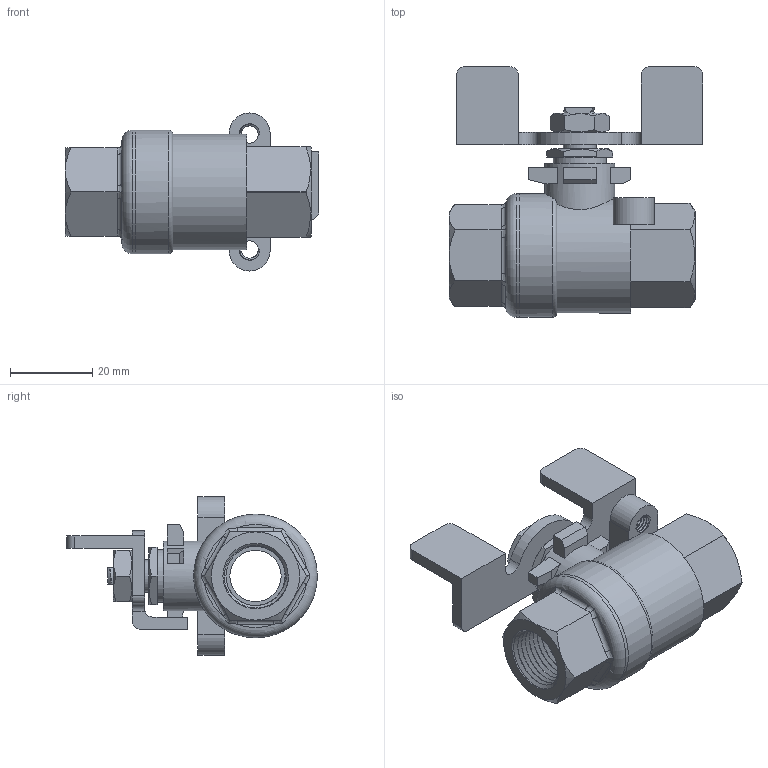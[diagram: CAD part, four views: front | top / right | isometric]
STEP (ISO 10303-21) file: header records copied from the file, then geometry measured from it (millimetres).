
FILE_DESCRIPTION(/* description */ ('Unknown'),/* implementation_level */ '2;1');
FILE_NAME(/* name */ '20201028-V-109PW-P005-TH-1000PSI-NA-DN10',/* time_stamp */ '2020-10-28T11:13:38+08:00',/* author */ ('Unknown'),/* organization */ ('Unknown'),/* preprocessor_version */ 'ST-DEVELOPER v16.7',/* originating_system */ 'DEX',/* authorisation */ $);
FILE_SCHEMA (('AUTOMOTIVE_DESIGN {1 0 10303 214 3 1 1}'));
Length unit declared in the file: millimetre
Products named in the file (1): V-109PW DN10 R1
Bounding box: 61.8 x 61.05 x 38.5 mm (x, y, z)
Volume: 32020.3 mm3; surface area: 17800 mm2
Topology: 6 solids, 7 shells, 234 faces, 791 edges, 576 vertices
Faces by surface type: plane 115, cylinder 59, bspline 45, cone 13, torus 2
Full cylindrical faces by diameter (mm): 8 x1, 8.5 x1, 12.5 x1, 12.9 x1, 17 x1, 30.1 x2
Entity records: 22047 total; most frequent: CARTESIAN_POINT 16104, ORIENTED_EDGE 1526, DIRECTION 896, EDGE_CURVE 763, VERTEX_POINT 563, AXIS2_PLACEMENT_3D 320, EDGE_LOOP 268, FACE_BOUND 268
